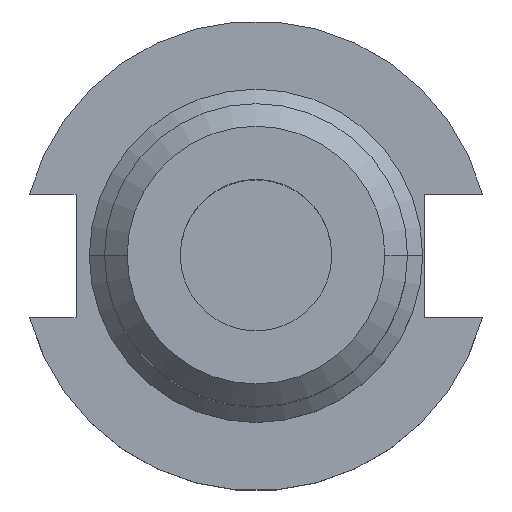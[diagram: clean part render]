
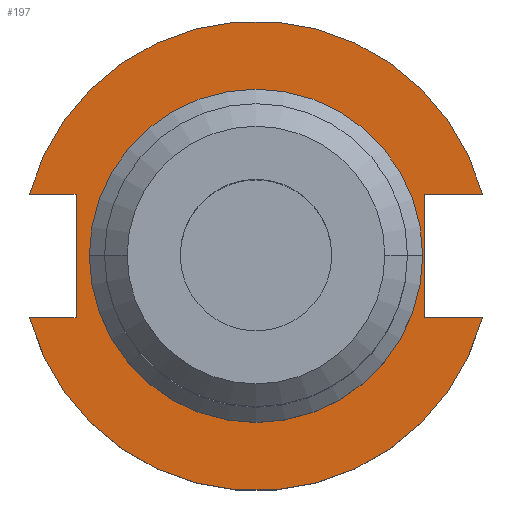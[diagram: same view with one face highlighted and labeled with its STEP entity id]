
A CAD part, top view. The second image highlights one B-rep face of the part: STEP entity #197.
In plain terms, the highlighted planar face has unit normal (0, 0, 1).
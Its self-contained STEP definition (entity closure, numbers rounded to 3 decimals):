
#8 = CARTESIAN_POINT ( 'NONE',  ( 35.306, 12.954, 19.05 ) ) ;
#12 = ORIENTED_EDGE ( 'NONE', *, *, #1137, .F. ) ;
#14 = EDGE_CURVE ( 'NONE', #361, #974, #826, .T. ) ;
#36 = EDGE_CURVE ( 'NONE', #1446, #1306, #1237, .T. ) ;
#41 = ORIENTED_EDGE ( 'NONE', *, *, #605, .F. ) ;
#63 = CARTESIAN_POINT ( 'NONE',  ( -47.477, -12.954, 19.05 ) ) ;
#65 = AXIS2_PLACEMENT_3D ( 'NONE', #1620, #1631, #875 ) ;
#66 = CARTESIAN_POINT ( 'NONE',  ( -37.719, 12.954, 19.05 ) ) ;
#99 = ORIENTED_EDGE ( 'NONE', *, *, #1063, .T. ) ;
#101 = ORIENTED_EDGE ( 'NONE', *, *, #327, .F. ) ;
#109 = CARTESIAN_POINT ( 'NONE',  ( 0., 0., 19.05 ) ) ;
#114 = AXIS2_PLACEMENT_3D ( 'NONE', #899, #1507, #1393 ) ;
#122 = LINE ( 'NONE', #437, #216 ) ;
#136 = DIRECTION ( 'NONE',  ( 0., 1., 0. ) ) ;
#179 = DIRECTION ( 'NONE',  ( -1., 0., 0. ) ) ;
#197 = ADVANCED_FACE ( 'NONE', ( #239, #1608 ), #395, .T. ) ;
#216 = VECTOR ( 'NONE', #179, 1000. ) ;
#239 = FACE_BOUND ( 'NONE', #1312, .T. ) ;
#244 = EDGE_CURVE ( 'NONE', #974, #1095, #1376, .T. ) ;
#291 = CARTESIAN_POINT ( 'NONE',  ( 47.477, 12.954, 19.05 ) ) ;
#296 = CIRCLE ( 'NONE', #65, 34.925 ) ;
#327 = EDGE_CURVE ( 'NONE', #463, #750, #122, .T. ) ;
#339 = VERTEX_POINT ( 'NONE', #947 ) ;
#346 = AXIS2_PLACEMENT_3D ( 'NONE', #615, #1486, #872 ) ;
#347 = CARTESIAN_POINT ( 'NONE',  ( 47.477, -12.954, 19.05 ) ) ;
#361 = VERTEX_POINT ( 'NONE', #291 ) ;
#386 = CARTESIAN_POINT ( 'NONE',  ( -37.719, 12.954, 19.05 ) ) ;
#395 = PLANE ( 'NONE',  #114 ) ;
#396 = VECTOR ( 'NONE', #136, 1000. ) ;
#437 = CARTESIAN_POINT ( 'NONE',  ( -63.719, 12.954, 19.05 ) ) ;
#463 = VERTEX_POINT ( 'NONE', #66 ) ;
#469 = DIRECTION ( 'NONE',  ( 0., 0., 1. ) ) ;
#483 = DIRECTION ( 'NONE',  ( 1., 0., 0. ) ) ;
#487 = DIRECTION ( 'NONE',  ( 0., 0., 1. ) ) ;
#509 = CARTESIAN_POINT ( 'NONE',  ( 35.306, -12.954, 19.05 ) ) ;
#522 = ORIENTED_EDGE ( 'NONE', *, *, #964, .F. ) ;
#604 = ORIENTED_EDGE ( 'NONE', *, *, #1505, .T. ) ;
#605 = EDGE_CURVE ( 'NONE', #855, #339, #296, .T. ) ;
#608 = DIRECTION ( 'NONE',  ( 1., 0., 0. ) ) ;
#615 = CARTESIAN_POINT ( 'NONE',  ( 0., 0., 19.05 ) ) ;
#653 = CARTESIAN_POINT ( 'NONE',  ( -37.719, -12.954, 19.05 ) ) ;
#727 = EDGE_CURVE ( 'NONE', #339, #855, #1315, .T. ) ;
#750 = VERTEX_POINT ( 'NONE', #854 ) ;
#826 = LINE ( 'NONE', #1326, #1184 ) ;
#854 = CARTESIAN_POINT ( 'NONE',  ( -47.477, 12.954, 19.05 ) ) ;
#855 = VERTEX_POINT ( 'NONE', #929 ) ;
#872 = DIRECTION ( 'NONE',  ( 1., 0., 0. ) ) ;
#875 = DIRECTION ( 'NONE',  ( 1., 0., 0. ) ) ;
#899 = CARTESIAN_POINT ( 'NONE',  ( 0., 49.212, 19.05 ) ) ;
#929 = CARTESIAN_POINT ( 'NONE',  ( -34.925, 0., 19.05 ) ) ;
#947 = CARTESIAN_POINT ( 'NONE',  ( 34.925, 0., 19.05 ) ) ;
#958 = EDGE_LOOP ( 'NONE', ( #604, #522, #971, #1051, #99, #101, #12, #1592 ) ) ;
#964 = EDGE_CURVE ( 'NONE', #1095, #1070, #1249, .T. ) ;
#971 = ORIENTED_EDGE ( 'NONE', *, *, #244, .F. ) ;
#974 = VERTEX_POINT ( 'NONE', #1210 ) ;
#1051 = ORIENTED_EDGE ( 'NONE', *, *, #14, .F. ) ;
#1063 = EDGE_CURVE ( 'NONE', #361, #750, #1268, .T. ) ;
#1070 = VERTEX_POINT ( 'NONE', #347 ) ;
#1095 = VERTEX_POINT ( 'NONE', #509 ) ;
#1126 = VECTOR ( 'NONE', #1399, 1000. ) ;
#1137 = EDGE_CURVE ( 'NONE', #1306, #463, #1606, .T. ) ;
#1184 = VECTOR ( 'NONE', #1460, 1000. ) ;
#1210 = CARTESIAN_POINT ( 'NONE',  ( 35.306, 12.954, 19.05 ) ) ;
#1213 = VECTOR ( 'NONE', #1429, 1000. ) ;
#1237 = LINE ( 'NONE', #1593, #1355 ) ;
#1238 = CIRCLE ( 'NONE', #1247, 49.212 ) ;
#1242 = AXIS2_PLACEMENT_3D ( 'NONE', #1328, #469, #1457 ) ;
#1247 = AXIS2_PLACEMENT_3D ( 'NONE', #109, #487, #608 ) ;
#1249 = LINE ( 'NONE', #1404, #1213 ) ;
#1252 = ORIENTED_EDGE ( 'NONE', *, *, #727, .F. ) ;
#1268 = CIRCLE ( 'NONE', #346, 49.212 ) ;
#1306 = VERTEX_POINT ( 'NONE', #653 ) ;
#1312 = EDGE_LOOP ( 'NONE', ( #1252, #41 ) ) ;
#1315 = CIRCLE ( 'NONE', #1242, 34.925 ) ;
#1326 = CARTESIAN_POINT ( 'NONE',  ( 35.306, 12.954, 19.05 ) ) ;
#1328 = CARTESIAN_POINT ( 'NONE',  ( 0., 0., 19.05 ) ) ;
#1355 = VECTOR ( 'NONE', #483, 1000. ) ;
#1376 = LINE ( 'NONE', #8, #1126 ) ;
#1393 = DIRECTION ( 'NONE',  ( 1., 0., 0. ) ) ;
#1399 = DIRECTION ( 'NONE',  ( 0., -1., 0. ) ) ;
#1404 = CARTESIAN_POINT ( 'NONE',  ( 35.306, -12.954, 19.05 ) ) ;
#1429 = DIRECTION ( 'NONE',  ( 1., 0., 0. ) ) ;
#1446 = VERTEX_POINT ( 'NONE', #63 ) ;
#1457 = DIRECTION ( 'NONE',  ( 1., 0., 0. ) ) ;
#1460 = DIRECTION ( 'NONE',  ( -1., 0., 0. ) ) ;
#1486 = DIRECTION ( 'NONE',  ( 0., 0., 1. ) ) ;
#1505 = EDGE_CURVE ( 'NONE', #1446, #1070, #1238, .T. ) ;
#1507 = DIRECTION ( 'NONE',  ( 0., 0., 1. ) ) ;
#1592 = ORIENTED_EDGE ( 'NONE', *, *, #36, .F. ) ;
#1593 = CARTESIAN_POINT ( 'NONE',  ( -63.719, -12.954, 19.05 ) ) ;
#1606 = LINE ( 'NONE', #386, #396 ) ;
#1608 = FACE_OUTER_BOUND ( 'NONE', #958, .T. ) ;
#1620 = CARTESIAN_POINT ( 'NONE',  ( 0., 0., 19.05 ) ) ;
#1631 = DIRECTION ( 'NONE',  ( 0., 0., 1. ) ) ;
